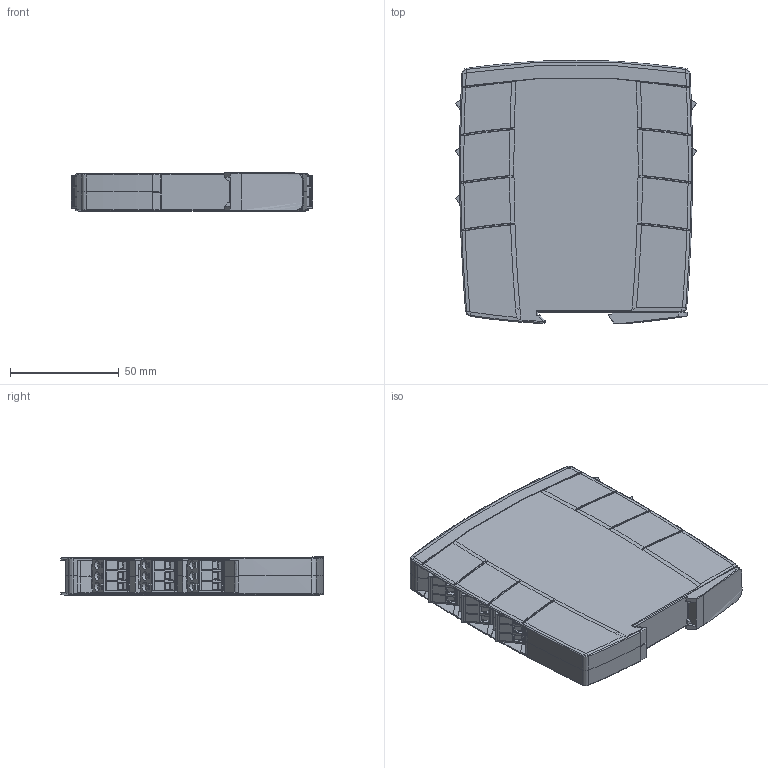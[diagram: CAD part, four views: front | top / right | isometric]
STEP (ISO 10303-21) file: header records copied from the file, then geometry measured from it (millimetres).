
FILE_DESCRIPTION( ( 'STEP AP203' ), '1' );
FILE_NAME( 'SMS20.stp', '2020-12-04T16:08:39', ( 'License CC BY-ND 4.0' ), ( 'CADENAS' ), ' ', 'PARTsolutions', ' ' );
FILE_SCHEMA( ( 'CONFIG_CONTROL_DESIGN' ) );
Length unit declared in the file: millimetre
Products named in the file (2): SMS20; Solid2
Assembly tree (1 placements, depth 2):
  SMS20
    Solid2
Bounding box: 110.79 x 121.02 x 17.65 mm (x, y, z)
Volume: 204007.5 mm3; surface area: 40845.8 mm2
Topology: 1 solids, 23 shells, 2499 faces, 6706 edges, 4411 vertices
Faces by surface type: plane 1977, cylinder 371, bspline 139, cone 6, sphere 4, torus 2
Full cylindrical faces by diameter (mm): 0.744 x5, 0.804 x5, 3.783 x15, 4 x15
Entity records: 79252 total; most frequent: CARTESIAN_POINT 16567, ORIENTED_EDGE 13266, DIRECTION 12434, EDGE_CURVE 6633, LINE 5420, VECTOR 5420, VERTEX_POINT 4386, AXIS2_PLACEMENT_3D 3507
